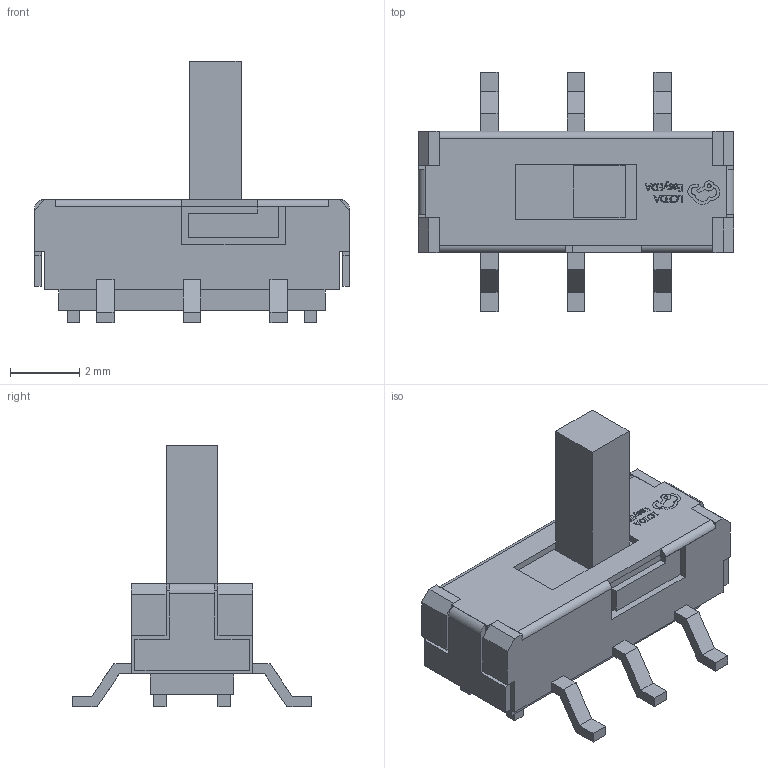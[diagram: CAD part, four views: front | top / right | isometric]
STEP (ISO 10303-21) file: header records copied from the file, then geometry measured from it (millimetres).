
FILE_DESCRIPTION (( 'STEP AP214' ), '1' );
FILE_NAME ('SW-SMD_SS-3235S-L3.00.step', '2022-07-26T15:40:46', ( '' ), ( '' ), 'SwSTEP 2.0', 'SolidWorks 2020', '' );
FILE_SCHEMA (( 'AUTOMOTIVE_DESIGN' ));
Length unit declared in the file: millimetre
Products named in the file (1): SW-SMD_SS-3235S-L3.00
Bounding box: 9.1 x 6.9 x 7.55 mm (x, y, z)
Volume: 101.5 mm3; surface area: 308.5 mm2
Topology: 32 solids, 32 shells, 544 faces, 1399 edges, 928 vertices
Faces by surface type: plane 427, bspline 112, cylinder 5
Entity records: 23183 total; most frequent: CARTESIAN_POINT 4976, ORIENTED_EDGE 2798, DIRECTION 2047, EDGE_CURVE 1399, LINE 1161, VECTOR 1161, VERTEX_POINT 928, EDGE_LOOP 573
